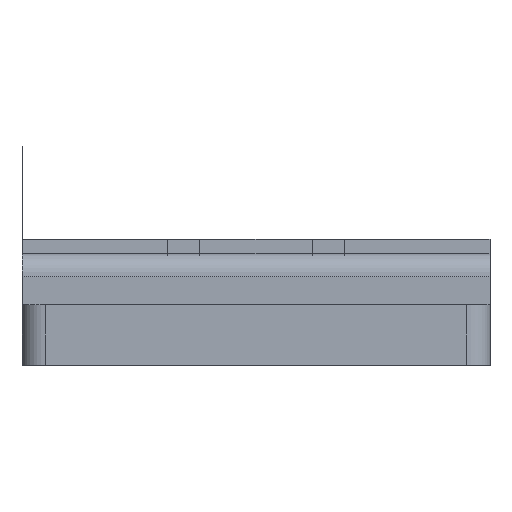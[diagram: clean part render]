
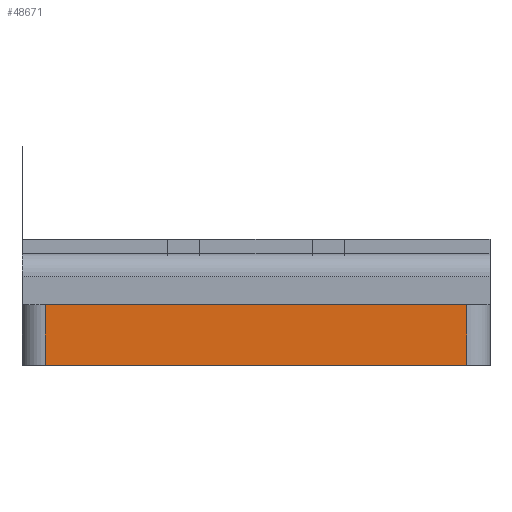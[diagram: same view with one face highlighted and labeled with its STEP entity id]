
A CAD part, front view. The second image highlights one B-rep face of the part: STEP entity #48671.
In plain terms, the highlighted planar face has unit normal (0, -1, 0).
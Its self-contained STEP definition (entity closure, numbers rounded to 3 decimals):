
#1168 = PLANE('',#1169);
#1169 = AXIS2_PLACEMENT_3D('',#1170,#1171,#1172);
#1170 = CARTESIAN_POINT('',(-36.,4.229,-1.));
#1171 = DIRECTION('',(0.,0.,-1.));
#1172 = DIRECTION('',(-1.,0.,0.));
#1196 = CYLINDRICAL_SURFACE('',#1197,2.5);
#1197 = AXIS2_PLACEMENT_3D('',#1198,#1199,#1200);
#1198 = CARTESIAN_POINT('',(-58.5,-65.5,-1.));
#1199 = DIRECTION('',(0.,0.,1.));
#1200 = DIRECTION('',(-1.,0.,0.));
#1224 = PLANE('',#1225);
#1225 = AXIS2_PLACEMENT_3D('',#1226,#1227,#1228);
#1226 = CARTESIAN_POINT('',(-61.,-68.,5.5));
#1227 = DIRECTION('',(0.,0.,1.));
#1228 = DIRECTION('',(1.,0.,0.));
#2485 = CYLINDRICAL_SURFACE('',#2486,2.5);
#2486 = AXIS2_PLACEMENT_3D('',#2487,#2488,#2489);
#2487 = CARTESIAN_POINT('',(-13.5,-65.5,-1.));
#2488 = DIRECTION('',(0.,0.,1.));
#2489 = DIRECTION('',(1.,0.,0.));
#4646 = VERTEX_POINT('',#4647);
#4647 = CARTESIAN_POINT('',(-58.5,-68.,5.5));
#4669 = EDGE_CURVE('',#4646,#4670,#4672,.T.);
#4670 = VERTEX_POINT('',#4671);
#4671 = CARTESIAN_POINT('',(-13.5,-68.,5.5));
#4672 = SURFACE_CURVE('',#4673,(#4677,#4684),.PCURVE_S1.);
#4673 = LINE('',#4674,#4675);
#4674 = CARTESIAN_POINT('',(-61.,-68.,5.5));
#4675 = VECTOR('',#4676,1.);
#4676 = DIRECTION('',(1.,0.,0.));
#4677 = PCURVE('',#1224,#4678);
#4678 = DEFINITIONAL_REPRESENTATION('',(#4679),#4683);
#4679 = LINE('',#4680,#4681);
#4680 = CARTESIAN_POINT('',(0.,0.));
#4681 = VECTOR('',#4682,1.);
#4682 = DIRECTION('',(1.,0.));
#4683 = ( GEOMETRIC_REPRESENTATION_CONTEXT(2) 
PARAMETRIC_REPRESENTATION_CONTEXT() REPRESENTATION_CONTEXT('2D SPACE',''
  ) );
#4684 = PCURVE('',#4685,#4690);
#4685 = PLANE('',#4686);
#4686 = AXIS2_PLACEMENT_3D('',#4687,#4688,#4689);
#4687 = CARTESIAN_POINT('',(-61.,-68.,-1.));
#4688 = DIRECTION('',(0.,1.,0.));
#4689 = DIRECTION('',(0.,0.,1.));
#4690 = DEFINITIONAL_REPRESENTATION('',(#4691),#4695);
#4691 = LINE('',#4692,#4693);
#4692 = CARTESIAN_POINT('',(6.5,0.));
#4693 = VECTOR('',#4694,1.);
#4694 = DIRECTION('',(0.,1.));
#4695 = ( GEOMETRIC_REPRESENTATION_CONTEXT(2) 
PARAMETRIC_REPRESENTATION_CONTEXT() REPRESENTATION_CONTEXT('2D SPACE',''
  ) );
#4853 = VERTEX_POINT('',#4854);
#4854 = CARTESIAN_POINT('',(-58.5,-68.,-1.));
#4880 = EDGE_CURVE('',#4853,#4646,#4881,.T.);
#4881 = SURFACE_CURVE('',#4882,(#4886,#4893),.PCURVE_S1.);
#4882 = LINE('',#4883,#4884);
#4883 = CARTESIAN_POINT('',(-58.5,-68.,-1.));
#4884 = VECTOR('',#4885,1.);
#4885 = DIRECTION('',(0.,0.,1.));
#4886 = PCURVE('',#1196,#4887);
#4887 = DEFINITIONAL_REPRESENTATION('',(#4888),#4892);
#4888 = LINE('',#4889,#4890);
#4889 = CARTESIAN_POINT('',(1.571,0.));
#4890 = VECTOR('',#4891,1.);
#4891 = DIRECTION('',(0.,1.));
#4892 = ( GEOMETRIC_REPRESENTATION_CONTEXT(2) 
PARAMETRIC_REPRESENTATION_CONTEXT() REPRESENTATION_CONTEXT('2D SPACE',''
  ) );
#4893 = PCURVE('',#4685,#4894);
#4894 = DEFINITIONAL_REPRESENTATION('',(#4895),#4899);
#4895 = LINE('',#4896,#4897);
#4896 = CARTESIAN_POINT('',(0.,2.5));
#4897 = VECTOR('',#4898,1.);
#4898 = DIRECTION('',(1.,0.));
#4899 = ( GEOMETRIC_REPRESENTATION_CONTEXT(2) 
PARAMETRIC_REPRESENTATION_CONTEXT() REPRESENTATION_CONTEXT('2D SPACE',''
  ) );
#4981 = VERTEX_POINT('',#4982);
#4982 = CARTESIAN_POINT('',(-13.5,-68.,-1.));
#5004 = EDGE_CURVE('',#4853,#4981,#5005,.T.);
#5005 = SURFACE_CURVE('',#5006,(#5010,#5017),.PCURVE_S1.);
#5006 = LINE('',#5007,#5008);
#5007 = CARTESIAN_POINT('',(-61.,-68.,-1.));
#5008 = VECTOR('',#5009,1.);
#5009 = DIRECTION('',(1.,0.,0.));
#5010 = PCURVE('',#1168,#5011);
#5011 = DEFINITIONAL_REPRESENTATION('',(#5012),#5016);
#5012 = LINE('',#5013,#5014);
#5013 = CARTESIAN_POINT('',(25.,-72.229));
#5014 = VECTOR('',#5015,1.);
#5015 = DIRECTION('',(-1.,0.));
#5016 = ( GEOMETRIC_REPRESENTATION_CONTEXT(2) 
PARAMETRIC_REPRESENTATION_CONTEXT() REPRESENTATION_CONTEXT('2D SPACE',''
  ) );
#5017 = PCURVE('',#4685,#5018);
#5018 = DEFINITIONAL_REPRESENTATION('',(#5019),#5023);
#5019 = LINE('',#5020,#5021);
#5020 = CARTESIAN_POINT('',(0.,0.));
#5021 = VECTOR('',#5022,1.);
#5022 = DIRECTION('',(0.,1.));
#5023 = ( GEOMETRIC_REPRESENTATION_CONTEXT(2) 
PARAMETRIC_REPRESENTATION_CONTEXT() REPRESENTATION_CONTEXT('2D SPACE',''
  ) );
#48190 = EDGE_CURVE('',#4981,#4670,#48191,.T.);
#48191 = SURFACE_CURVE('',#48192,(#48196,#48203),.PCURVE_S1.);
#48192 = LINE('',#48193,#48194);
#48193 = CARTESIAN_POINT('',(-13.5,-68.,-1.));
#48194 = VECTOR('',#48195,1.);
#48195 = DIRECTION('',(0.,0.,1.));
#48196 = PCURVE('',#2485,#48197);
#48197 = DEFINITIONAL_REPRESENTATION('',(#48198),#48202);
#48198 = LINE('',#48199,#48200);
#48199 = CARTESIAN_POINT('',(-1.571,0.));
#48200 = VECTOR('',#48201,1.);
#48201 = DIRECTION('',(0.,1.));
#48202 = ( GEOMETRIC_REPRESENTATION_CONTEXT(2) 
PARAMETRIC_REPRESENTATION_CONTEXT() REPRESENTATION_CONTEXT('2D SPACE',''
  ) );
#48203 = PCURVE('',#4685,#48204);
#48204 = DEFINITIONAL_REPRESENTATION('',(#48205),#48209);
#48205 = LINE('',#48206,#48207);
#48206 = CARTESIAN_POINT('',(0.,47.5));
#48207 = VECTOR('',#48208,1.);
#48208 = DIRECTION('',(1.,0.));
#48209 = ( GEOMETRIC_REPRESENTATION_CONTEXT(2) 
PARAMETRIC_REPRESENTATION_CONTEXT() REPRESENTATION_CONTEXT('2D SPACE',''
  ) );
#48671 = ADVANCED_FACE('',(#48672),#4685,.F.);
#48672 = FACE_BOUND('',#48673,.F.);
#48673 = EDGE_LOOP('',(#48674,#48675,#48676,#48677));
#48674 = ORIENTED_EDGE('',*,*,#5004,.F.);
#48675 = ORIENTED_EDGE('',*,*,#4880,.T.);
#48676 = ORIENTED_EDGE('',*,*,#4669,.T.);
#48677 = ORIENTED_EDGE('',*,*,#48190,.F.);
